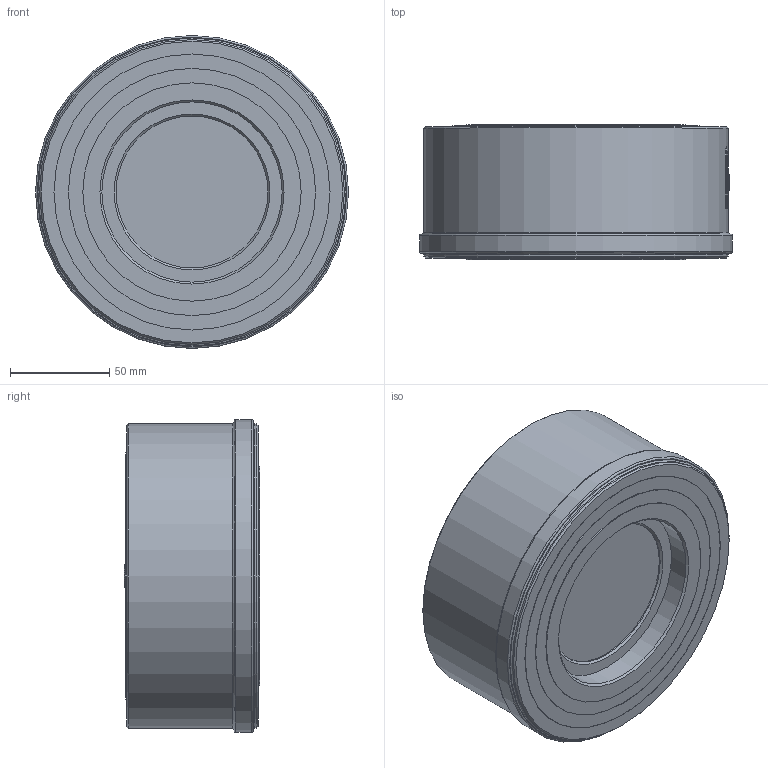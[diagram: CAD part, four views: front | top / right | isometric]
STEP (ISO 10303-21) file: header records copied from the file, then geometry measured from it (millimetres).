
FILE_DESCRIPTION(/* description */ (''),/* implementation_level */ '2;1');
FILE_NAME(/* name */ 'DN100_3D_STEP.stp',/* time_stamp */ '2025-08-30T19:04:10+03:00',/* author */ ('igorr'),/* organization */ (''),/* preprocessor_version */ 'ST-DEVELOPER v20',/* originating_system */ 'Autodesk Inventor 2025',/* authorisation */ '');
FILE_SCHEMA (('AUTOMOTIVE_DESIGN { 1 0 10303 214 3 1 1 }'));
Length unit declared in the file: millimetre
Products named in the file (1): Деталь
Bounding box: 158 x 68.4 x 158 mm (x, y, z)
Volume: 603330.9 mm3; surface area: 116325.8 mm2
Topology: 1 solids, 1 shells, 177 faces, 434 edges, 272 vertices
Faces by surface type: plane 68, cylinder 46, bspline 36, torus 22, cone 5
Full cylindrical faces by diameter (mm): 12.154 x1, 12.559 x1, 76.749 x1, 91 x1, 110.195 x2, 121.538 x1, 124.779 x2, 139.364 x2, 153.949 x2, 158 x1
Entity records: 8349 total; most frequent: CARTESIAN_POINT 4046, ORIENTED_EDGE 856, DIRECTION 822, EDGE_CURVE 428, AXIS2_PLACEMENT_3D 329, VERTEX_POINT 272, EDGE_LOOP 204, STYLED_ITEM 178
